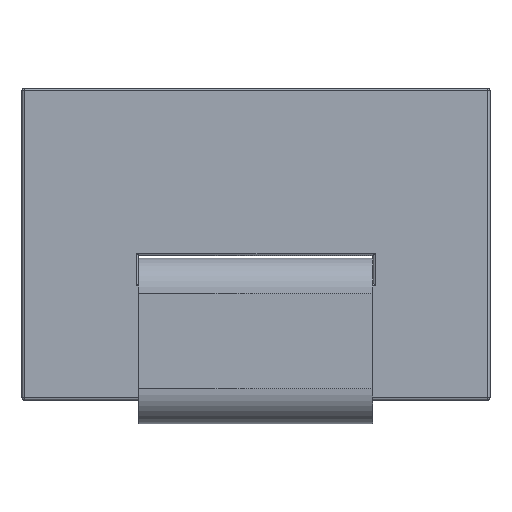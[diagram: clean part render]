
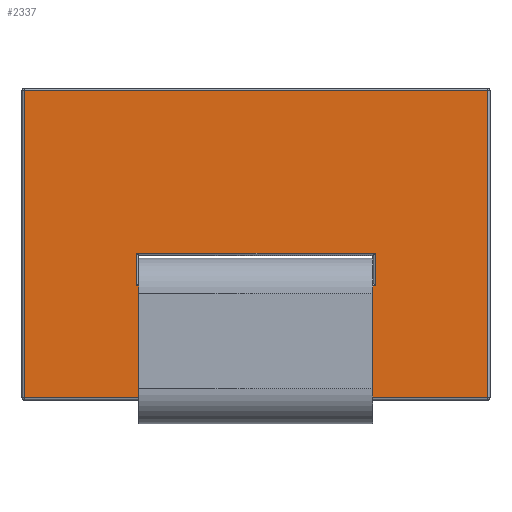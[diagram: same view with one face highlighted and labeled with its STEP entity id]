
A CAD part, left-side view. The second image highlights one B-rep face of the part: STEP entity #2337.
In plain terms, the highlighted planar face has unit normal (-1, 0, 0).
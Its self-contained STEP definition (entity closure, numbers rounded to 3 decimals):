
#184=LINE('',#3740,#355);
#185=LINE('',#3743,#356);
#186=LINE('',#3745,#357);
#187=LINE('',#3747,#358);
#188=LINE('',#3749,#359);
#189=LINE('',#3751,#360);
#190=LINE('',#3753,#361);
#191=LINE('',#3755,#362);
#192=LINE('',#3757,#363);
#193=LINE('',#3759,#364);
#194=LINE('',#3761,#365);
#195=LINE('',#3763,#366);
#355=VECTOR('',#2746,1000.);
#356=VECTOR('',#2747,1000.);
#357=VECTOR('',#2748,1000.);
#358=VECTOR('',#2749,1000.);
#359=VECTOR('',#2750,1000.);
#360=VECTOR('',#2751,1000.);
#361=VECTOR('',#2752,1000.);
#362=VECTOR('',#2753,1000.);
#363=VECTOR('',#2754,1000.);
#364=VECTOR('',#2755,1000.);
#365=VECTOR('',#2756,1000.);
#366=VECTOR('',#2757,1000.);
#585=ORIENTED_EDGE('',*,*,#1303,.T.);
#586=ORIENTED_EDGE('',*,*,#1304,.T.);
#587=ORIENTED_EDGE('',*,*,#1305,.T.);
#588=ORIENTED_EDGE('',*,*,#1306,.T.);
#589=ORIENTED_EDGE('',*,*,#1307,.T.);
#590=ORIENTED_EDGE('',*,*,#1308,.T.);
#591=ORIENTED_EDGE('',*,*,#1309,.T.);
#592=ORIENTED_EDGE('',*,*,#1310,.T.);
#593=ORIENTED_EDGE('',*,*,#1311,.T.);
#594=ORIENTED_EDGE('',*,*,#1312,.T.);
#595=ORIENTED_EDGE('',*,*,#1313,.T.);
#596=ORIENTED_EDGE('',*,*,#1314,.T.);
#1303=EDGE_CURVE('',#1662,#1663,#184,.T.);
#1304=EDGE_CURVE('',#1663,#1664,#185,.T.);
#1305=EDGE_CURVE('',#1664,#1665,#186,.T.);
#1306=EDGE_CURVE('',#1665,#1666,#187,.T.);
#1307=EDGE_CURVE('',#1666,#1667,#188,.T.);
#1308=EDGE_CURVE('',#1667,#1668,#189,.F.);
#1309=EDGE_CURVE('',#1668,#1669,#190,.F.);
#1310=EDGE_CURVE('',#1669,#1670,#191,.T.);
#1311=EDGE_CURVE('',#1670,#1671,#192,.T.);
#1312=EDGE_CURVE('',#1671,#1672,#193,.F.);
#1313=EDGE_CURVE('',#1672,#1673,#194,.T.);
#1314=EDGE_CURVE('',#1673,#1662,#195,.T.);
#1662=VERTEX_POINT('',#3741);
#1663=VERTEX_POINT('',#3742);
#1664=VERTEX_POINT('',#3744);
#1665=VERTEX_POINT('',#3746);
#1666=VERTEX_POINT('',#3748);
#1667=VERTEX_POINT('',#3750);
#1668=VERTEX_POINT('',#3752);
#1669=VERTEX_POINT('',#3754);
#1670=VERTEX_POINT('',#3756);
#1671=VERTEX_POINT('',#3758);
#1672=VERTEX_POINT('',#3760);
#1673=VERTEX_POINT('',#3762);
#1939=EDGE_LOOP('',(#585,#586,#587,#588,#589,#590,#591,#592,#593,#594,#595,
#596));
#2100=FACE_BOUND('',#1939,.T.);
#2253=PLANE('',#2514);
#2337=ADVANCED_FACE('',(#2100),#2253,.F.);
#2514=AXIS2_PLACEMENT_3D('',#3739,#2744,#2745);
#2744=DIRECTION('',(1.,0.,0.));
#2745=DIRECTION('',(0.,0.,-1.));
#2746=DIRECTION('',(0.,0.,1.));
#2747=DIRECTION('',(0.,-1.,0.));
#2748=DIRECTION('',(0.,0.,-1.));
#2749=DIRECTION('',(0.,1.,0.));
#2750=DIRECTION('',(0.,0.,-1.));
#2751=DIRECTION('',(0.,1.,0.));
#2752=DIRECTION('',(0.,0.,-1.));
#2753=DIRECTION('',(0.,1.,0.));
#2754=DIRECTION('',(0.,0.,-1.));
#2755=DIRECTION('',(0.,1.,0.));
#2756=DIRECTION('',(0.,0.,1.));
#2757=DIRECTION('',(0.,1.,0.));
#3739=CARTESIAN_POINT('',(-3.8,-3.,2.));
#3740=CARTESIAN_POINT('',(-3.8,1.53,-0.146));
#3741=CARTESIAN_POINT('',(-3.8,1.53,-0.53));
#3742=CARTESIAN_POINT('',(-3.8,1.53,-0.116));
#3743=CARTESIAN_POINT('',(-3.8,-1.5,-0.116));
#3744=CARTESIAN_POINT('',(-3.8,-1.53,-0.116));
#3745=CARTESIAN_POINT('',(-3.8,-1.53,-0.5));
#3746=CARTESIAN_POINT('',(-3.8,-1.53,-0.53));
#3747=CARTESIAN_POINT('',(-3.8,-0.025,-0.53));
#3748=CARTESIAN_POINT('',(-3.8,-0.055,-0.53));
#3749=CARTESIAN_POINT('',(-3.8,-0.055,2.));
#3750=CARTESIAN_POINT('',(-3.8,-0.055,-1.97));
#3751=CARTESIAN_POINT('',(-3.8,-3.,-1.97));
#3752=CARTESIAN_POINT('',(-3.8,-2.97,-1.97));
#3753=CARTESIAN_POINT('',(-3.8,-2.97,2.));
#3754=CARTESIAN_POINT('',(-3.8,-2.97,1.97));
#3755=CARTESIAN_POINT('',(-3.8,-3.,1.97));
#3756=CARTESIAN_POINT('',(-3.8,2.97,1.97));
#3757=CARTESIAN_POINT('',(-3.8,2.97,2.));
#3758=CARTESIAN_POINT('',(-3.8,2.97,-1.97));
#3759=CARTESIAN_POINT('',(-3.8,-3.,-1.97));
#3760=CARTESIAN_POINT('',(-3.8,0.055,-1.97));
#3761=CARTESIAN_POINT('',(-3.8,0.055,2.));
#3762=CARTESIAN_POINT('',(-3.8,0.055,-0.53));
#3763=CARTESIAN_POINT('',(-3.8,1.5,-0.53));
